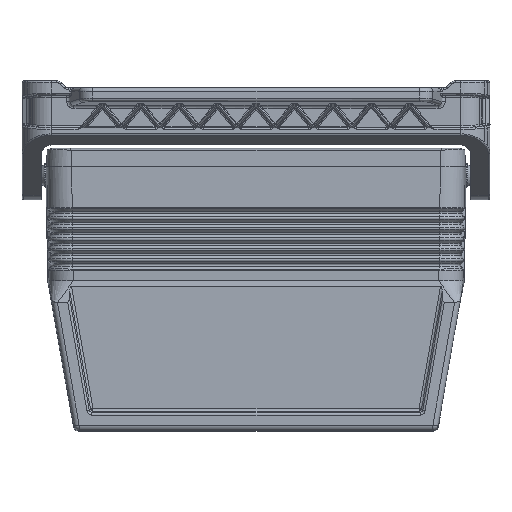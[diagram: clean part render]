
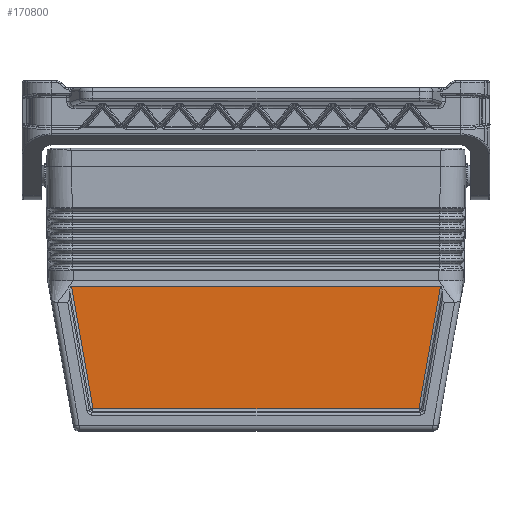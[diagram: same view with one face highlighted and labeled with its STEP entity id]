
A CAD part, front view. The second image highlights one B-rep face of the part: STEP entity #170800.
In plain terms, the highlighted face is planar.
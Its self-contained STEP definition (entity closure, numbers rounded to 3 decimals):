
#62850=CARTESIAN_POINT('',(417.083,44.373,
69.818));
#62860=DIRECTION('',(0.,1.,0.));
#62870=VECTOR('',#62860,1.);
#62880=LINE('',#62850,#62870);
#62890=CARTESIAN_POINT('',(417.083,-16.265,
69.818));
#62900=VERTEX_POINT('',#62890);
#62910=CARTESIAN_POINT('',(417.083,77.078,
69.818));
#62920=VERTEX_POINT('',#62910);
#62930=EDGE_CURVE('',#62900,#62920,#62880,.T.);
#164500=CARTESIAN_POINT('',(417.083,-22.423,
34.87));
#164510=VERTEX_POINT('',#164500);
#164540=CARTESIAN_POINT('',(417.083,44.373,
34.87));
#164550=DIRECTION('',(0.,1.,0.));
#164560=VECTOR('',#164550,1.);
#164570=LINE('',#164540,#164560);
#164580=CARTESIAN_POINT('',(417.083,83.235,
34.87));
#164590=VERTEX_POINT('',#164580);
#164600=EDGE_CURVE('',#164510,#164590,#164570,.T.);
#170590=CARTESIAN_POINT('',(417.083,-12.317,
48.893));
#170600=DIRECTION('',(1.,0.,0.));
#170610=DIRECTION('',(0.,1.,0.));
#170620=AXIS2_PLACEMENT_3D('',#170590,#170600,#170610);
#170630=PLANE('',#170620);
#170640=CARTESIAN_POINT('',(417.083,-26.411,
12.233));
#170650=DIRECTION('',(0.,0.174,
0.985));
#170660=VECTOR('',#170650,1.);
#170670=LINE('',#170640,#170660);
#170680=EDGE_CURVE('',#164510,#62900,#170670,.T.);
#170690=ORIENTED_EDGE('',*,*,#170680,.F.);
#170700=ORIENTED_EDGE('',*,*,#62930,.F.);
#170710=CARTESIAN_POINT('',(417.083,87.223,
12.233));
#170720=DIRECTION('',(0.,-0.174,
0.985));
#170730=VECTOR('',#170720,1.);
#170740=LINE('',#170710,#170730);
#170750=EDGE_CURVE('',#164590,#62920,#170740,.T.);
#170760=ORIENTED_EDGE('',*,*,#170750,.T.);
#170770=ORIENTED_EDGE('',*,*,#164600,.T.);
#170780=EDGE_LOOP('',(#170770,#170760,#170700,#170690));
#170790=FACE_OUTER_BOUND('',#170780,.T.);
#170800=ADVANCED_FACE('',(#170790),#170630,.T.);
